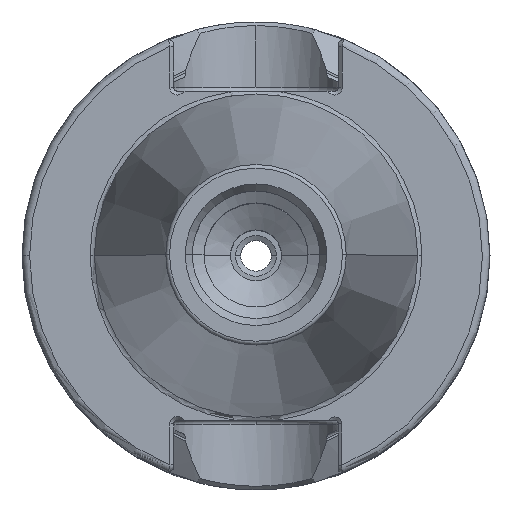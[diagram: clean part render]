
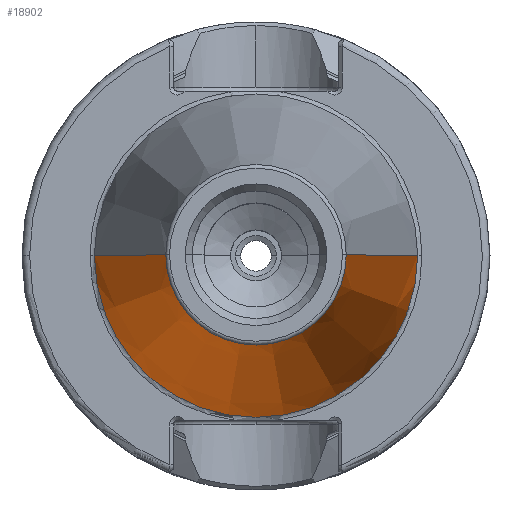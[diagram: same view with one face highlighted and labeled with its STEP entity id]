
A CAD part, top view. The second image highlights one B-rep face of the part: STEP entity #18902.
In plain terms, the highlighted conical face has half-angle 8.298 degrees and reference radius 8.816 mm.
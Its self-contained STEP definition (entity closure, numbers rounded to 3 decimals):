
#111 = EDGE_CURVE ( 'NONE', #1293, #3367, #19235, .T. ) ;
#363 = CARTESIAN_POINT ( 'NONE',  ( 15.875, 0., 0. ) ) ;
#557 = FACE_OUTER_BOUND ( 'NONE', #7558, .T. ) ;
#1293 = VERTEX_POINT ( 'NONE', #11264 ) ;
#1364 = DIRECTION ( 'NONE',  ( -0.144, 0., -0.99 ) ) ;
#2665 = CARTESIAN_POINT ( 'NONE',  ( 0., 0., 48.4 ) ) ;
#2784 = LINE ( 'NONE', #14792, #7001 ) ;
#3367 = VERTEX_POINT ( 'NONE', #4651 ) ;
#3640 = DIRECTION ( 'NONE',  ( 0.144, 0., -0.99 ) ) ;
#3671 = CARTESIAN_POINT ( 'NONE',  ( 0., 0., 0. ) ) ;
#4651 = CARTESIAN_POINT ( 'NONE',  ( -8.863, 0., 48.079 ) ) ;
#5274 = DIRECTION ( 'NONE',  ( -1., 0., 0. ) ) ;
#5339 = ORIENTED_EDGE ( 'NONE', *, *, #111, .T. ) ;
#5471 = EDGE_CURVE ( 'NONE', #15431, #7223, #18719, .T. ) ;
#5908 = DIRECTION ( 'NONE',  ( -1., 0., 0. ) ) ;
#6082 = CARTESIAN_POINT ( 'NONE',  ( -8.816, 0., 48.4 ) ) ;
#6513 = VECTOR ( 'NONE', #1364, 1000. ) ;
#7001 = VECTOR ( 'NONE', #3640, 1000. ) ;
#7031 = CONICAL_SURFACE ( 'NONE', #9724, 8.816, 0.145 ) ;
#7223 = VERTEX_POINT ( 'NONE', #7446 ) ;
#7446 = CARTESIAN_POINT ( 'NONE',  ( -15.875, 0., 0. ) ) ;
#7558 = EDGE_LOOP ( 'NONE', ( #18593, #5339, #16581, #9853 ) ) ;
#9724 = AXIS2_PLACEMENT_3D ( 'NONE', #2665, #15418, #5908 ) ;
#9853 = ORIENTED_EDGE ( 'NONE', *, *, #5471, .F. ) ;
#10793 = LINE ( 'NONE', #6082, #6513 ) ;
#11264 = CARTESIAN_POINT ( 'NONE',  ( 8.863, 0., 48.079 ) ) ;
#12911 = AXIS2_PLACEMENT_3D ( 'NONE', #3671, #14823, #5274 ) ;
#13632 = DIRECTION ( 'NONE',  ( 0., 0., -1. ) ) ;
#14792 = CARTESIAN_POINT ( 'NONE',  ( 8.816, 0., 48.4 ) ) ;
#14823 = DIRECTION ( 'NONE',  ( 0., 0., -1. ) ) ;
#15025 = CARTESIAN_POINT ( 'NONE',  ( 0., 0., 48.079 ) ) ;
#15092 = EDGE_CURVE ( 'NONE', #3367, #7223, #10793, .T. ) ;
#15094 = DIRECTION ( 'NONE',  ( 1., 0., 0. ) ) ;
#15418 = DIRECTION ( 'NONE',  ( 0., 0., -1. ) ) ;
#15431 = VERTEX_POINT ( 'NONE', #363 ) ;
#15462 = EDGE_CURVE ( 'NONE', #1293, #15431, #2784, .T. ) ;
#16581 = ORIENTED_EDGE ( 'NONE', *, *, #15092, .T. ) ;
#18593 = ORIENTED_EDGE ( 'NONE', *, *, #15462, .F. ) ;
#18719 = CIRCLE ( 'NONE', #12911, 15.875 ) ;
#18902 = ADVANCED_FACE ( 'NONE', ( #557 ), #7031, .T. ) ;
#19235 = CIRCLE ( 'NONE', #19281, 8.863 ) ;
#19281 = AXIS2_PLACEMENT_3D ( 'NONE', #15025, #13632, #15094 ) ;
